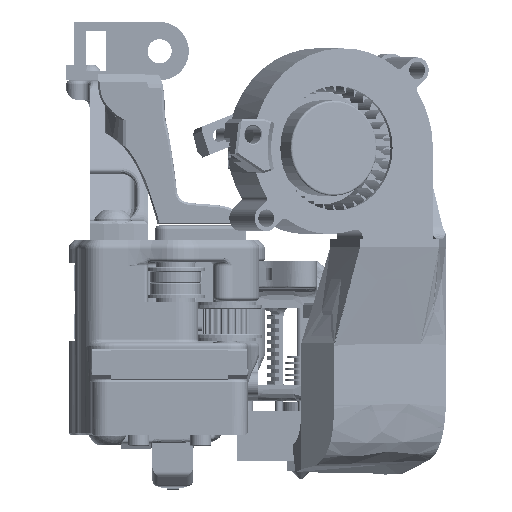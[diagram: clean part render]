
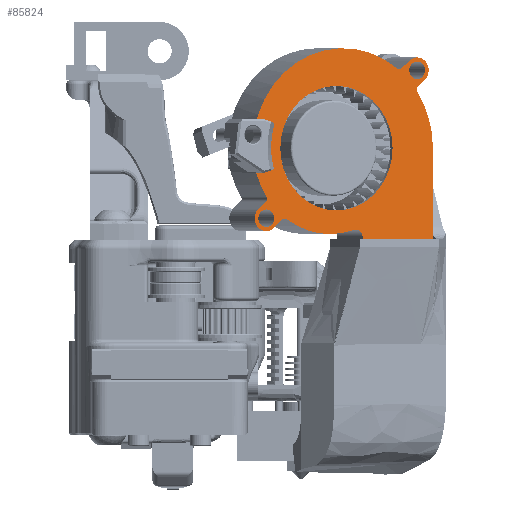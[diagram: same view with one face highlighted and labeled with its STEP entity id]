
A CAD part, left-side view. The second image highlights one B-rep face of the part: STEP entity #85824.
In plain terms, the highlighted face is planar.
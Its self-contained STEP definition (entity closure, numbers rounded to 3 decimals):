
#2975=FACE_BOUND('',#14530,.T.);
#2976=FACE_BOUND('',#14531,.T.);
#2977=FACE_BOUND('',#14532,.T.);
#4986=PLANE('',#94134);
#9384=FACE_OUTER_BOUND('',#14529,.T.);
#14529=EDGE_LOOP('',(#76142,#76143,#76144,#76145,#76146,#76147,#76148,#76149,
#76150,#76151,#76152,#76153,#76154,#76155,#76156,#76157,#76158,#76159));
#14530=EDGE_LOOP('',(#76160));
#14531=EDGE_LOOP('',(#76161));
#14532=EDGE_LOOP('',(#76162));
#18856=CIRCLE('',#94132,16.);
#18858=CIRCLE('',#94135,3.3);
#18859=CIRCLE('',#94136,1.);
#18860=CIRCLE('',#94137,25.65);
#18861=CIRCLE('',#94138,22.068);
#18862=CIRCLE('',#94139,1.);
#18863=CIRCLE('',#94140,3.3);
#18864=CIRCLE('',#94141,1.);
#18865=CIRCLE('',#94142,22.068);
#18866=CIRCLE('',#94143,2.);
#18867=CIRCLE('',#94144,25.65);
#18868=CIRCLE('',#94145,1.);
#18869=CIRCLE('',#94146,2.25);
#18870=CIRCLE('',#94147,2.25);
#26333=LINE('',#179687,#33365);
#26334=LINE('',#179697,#33366);
#26335=LINE('',#179701,#33367);
#26336=LINE('',#179709,#33368);
#26337=LINE('',#179711,#33369);
#26338=LINE('',#179713,#33370);
#26339=LINE('',#179718,#33371);
#33365=VECTOR('',#115770,1000.);
#33366=VECTOR('',#115779,1000.);
#33367=VECTOR('',#115782,1000.);
#33368=VECTOR('',#115789,1000.);
#33369=VECTOR('',#115790,1000.);
#33370=VECTOR('',#115791,1000.);
#33371=VECTOR('',#115796,1000.);
#41344=VERTEX_POINT('',#179677);
#41346=VERTEX_POINT('',#179683);
#41347=VERTEX_POINT('',#179684);
#41348=VERTEX_POINT('',#179686);
#41349=VERTEX_POINT('',#179688);
#41350=VERTEX_POINT('',#179690);
#41351=VERTEX_POINT('',#179692);
#41352=VERTEX_POINT('',#179694);
#41353=VERTEX_POINT('',#179696);
#41354=VERTEX_POINT('',#179698);
#41355=VERTEX_POINT('',#179700);
#41356=VERTEX_POINT('',#179702);
#41357=VERTEX_POINT('',#179704);
#41358=VERTEX_POINT('',#179706);
#41359=VERTEX_POINT('',#179708);
#41360=VERTEX_POINT('',#179710);
#41361=VERTEX_POINT('',#179712);
#41362=VERTEX_POINT('',#179714);
#41363=VERTEX_POINT('',#179716);
#41364=VERTEX_POINT('',#179719);
#41365=VERTEX_POINT('',#179721);
#53164=EDGE_CURVE('',#41344,#41344,#18856,.T.);
#53167=EDGE_CURVE('',#41346,#41347,#18858,.T.);
#53168=EDGE_CURVE('',#41348,#41346,#26333,.T.);
#53169=EDGE_CURVE('',#41349,#41348,#18859,.T.);
#53170=EDGE_CURVE('',#41350,#41349,#18860,.T.);
#53171=EDGE_CURVE('',#41351,#41350,#18861,.T.);
#53172=EDGE_CURVE('',#41352,#41351,#18862,.T.);
#53173=EDGE_CURVE('',#41353,#41352,#26334,.T.);
#53174=EDGE_CURVE('',#41354,#41353,#18863,.T.);
#53175=EDGE_CURVE('',#41355,#41354,#26335,.T.);
#53176=EDGE_CURVE('',#41356,#41355,#18864,.T.);
#53177=EDGE_CURVE('',#41357,#41356,#18865,.T.);
#53178=EDGE_CURVE('',#41358,#41357,#18866,.T.);
#53179=EDGE_CURVE('',#41359,#41358,#26336,.T.);
#53180=EDGE_CURVE('',#41360,#41359,#26337,.T.);
#53181=EDGE_CURVE('',#41361,#41360,#26338,.T.);
#53182=EDGE_CURVE('',#41362,#41361,#18867,.T.);
#53183=EDGE_CURVE('',#41363,#41362,#18868,.T.);
#53184=EDGE_CURVE('',#41347,#41363,#26339,.T.);
#53185=EDGE_CURVE('',#41364,#41364,#18869,.T.);
#53186=EDGE_CURVE('',#41365,#41365,#18870,.T.);
#76142=ORIENTED_EDGE('',*,*,#53167,.F.);
#76143=ORIENTED_EDGE('',*,*,#53168,.F.);
#76144=ORIENTED_EDGE('',*,*,#53169,.F.);
#76145=ORIENTED_EDGE('',*,*,#53170,.F.);
#76146=ORIENTED_EDGE('',*,*,#53171,.F.);
#76147=ORIENTED_EDGE('',*,*,#53172,.F.);
#76148=ORIENTED_EDGE('',*,*,#53173,.F.);
#76149=ORIENTED_EDGE('',*,*,#53174,.F.);
#76150=ORIENTED_EDGE('',*,*,#53175,.F.);
#76151=ORIENTED_EDGE('',*,*,#53176,.F.);
#76152=ORIENTED_EDGE('',*,*,#53177,.F.);
#76153=ORIENTED_EDGE('',*,*,#53178,.F.);
#76154=ORIENTED_EDGE('',*,*,#53179,.F.);
#76155=ORIENTED_EDGE('',*,*,#53180,.F.);
#76156=ORIENTED_EDGE('',*,*,#53181,.F.);
#76157=ORIENTED_EDGE('',*,*,#53182,.F.);
#76158=ORIENTED_EDGE('',*,*,#53183,.F.);
#76159=ORIENTED_EDGE('',*,*,#53184,.F.);
#76160=ORIENTED_EDGE('',*,*,#53164,.T.);
#76161=ORIENTED_EDGE('',*,*,#53185,.T.);
#76162=ORIENTED_EDGE('',*,*,#53186,.T.);
#85824=ADVANCED_FACE('',(#9384,#2975,#2976,#2977),#4986,.T.);
#94132=AXIS2_PLACEMENT_3D('',#179678,#115761,#115762);
#94134=AXIS2_PLACEMENT_3D('',#179682,#115766,#115767);
#94135=AXIS2_PLACEMENT_3D('',#179685,#115768,#115769);
#94136=AXIS2_PLACEMENT_3D('',#179689,#115771,#115772);
#94137=AXIS2_PLACEMENT_3D('',#179691,#115773,#115774);
#94138=AXIS2_PLACEMENT_3D('',#179693,#115775,#115776);
#94139=AXIS2_PLACEMENT_3D('',#179695,#115777,#115778);
#94140=AXIS2_PLACEMENT_3D('',#179699,#115780,#115781);
#94141=AXIS2_PLACEMENT_3D('',#179703,#115783,#115784);
#94142=AXIS2_PLACEMENT_3D('',#179705,#115785,#115786);
#94143=AXIS2_PLACEMENT_3D('',#179707,#115787,#115788);
#94144=AXIS2_PLACEMENT_3D('',#179715,#115792,#115793);
#94145=AXIS2_PLACEMENT_3D('',#179717,#115794,#115795);
#94146=AXIS2_PLACEMENT_3D('',#179720,#115797,#115798);
#94147=AXIS2_PLACEMENT_3D('',#179722,#115799,#115800);
#115761=DIRECTION('center_axis',(0.,-1.,0.));
#115762=DIRECTION('ref_axis',(0.,0.,
-1.));
#115766=DIRECTION('center_axis',(0.,1.,0.));
#115767=DIRECTION('ref_axis',(0.,0.,
1.));
#115768=DIRECTION('center_axis',(0.,-1.,0.));
#115769=DIRECTION('ref_axis',(0.,0.,
1.));
#115770=DIRECTION('',(-0.749,0.,0.662));
#115771=DIRECTION('center_axis',(0.,1.,0.));
#115772=DIRECTION('ref_axis',(0.,0.,
-1.));
#115773=DIRECTION('center_axis',(0.,-1.,0.));
#115774=DIRECTION('ref_axis',(0.,0.,
-1.));
#115775=DIRECTION('center_axis',(0.,-1.,0.));
#115776=DIRECTION('ref_axis',(0.,0.,
1.));
#115777=DIRECTION('center_axis',(0.,1.,0.));
#115778=DIRECTION('ref_axis',(0.,0.,
1.));
#115779=DIRECTION('',(-0.749,0.,0.662));
#115780=DIRECTION('center_axis',(0.,-1.,0.));
#115781=DIRECTION('ref_axis',(0.,0.,
1.));
#115782=DIRECTION('',(0.749,0.,-0.662));
#115783=DIRECTION('center_axis',(0.,1.,0.));
#115784=DIRECTION('ref_axis',(0.,0.,
-1.));
#115785=DIRECTION('center_axis',(0.,-1.,0.));
#115786=DIRECTION('ref_axis',(0.,0.,
1.));
#115787=DIRECTION('center_axis',(0.,1.,0.));
#115788=DIRECTION('ref_axis',(0.,0.,
-1.));
#115789=DIRECTION('',(0.,0.,1.));
#115790=DIRECTION('',(1.,0.,0.));
#115791=DIRECTION('',(0.,0.,-1.));
#115792=DIRECTION('center_axis',(0.,-1.,0.));
#115793=DIRECTION('ref_axis',(0.,0.,
-1.));
#115794=DIRECTION('center_axis',(0.,1.,0.));
#115795=DIRECTION('ref_axis',(0.,0.,
1.));
#115796=DIRECTION('',(0.749,0.,-0.662));
#115797=DIRECTION('center_axis',(0.,-1.,0.));
#115798=DIRECTION('ref_axis',(0.,0.,
-1.));
#115799=DIRECTION('center_axis',(0.,-1.,0.));
#115800=DIRECTION('ref_axis',(0.,0.,
-1.));
#179677=CARTESIAN_POINT('',(0.,15.,16.));
#179678=CARTESIAN_POINT('Origin',(0.,15.,0.));
#179682=CARTESIAN_POINT('Origin',(-23.,15.,20.));
#179683=CARTESIAN_POINT('',(-20.815,15.,22.473));
#179684=CARTESIAN_POINT('',(-25.185,15.,17.527));
#179685=CARTESIAN_POINT('Origin',(-23.,15.,20.));
#179686=CARTESIAN_POINT('',(-18.599,15.,20.515));
#179687=CARTESIAN_POINT('',(-20.815,15.,22.473));
#179688=CARTESIAN_POINT('',(-17.333,15.,20.467));
#179689=CARTESIAN_POINT('Origin',(-17.937,15.,21.264));
#179690=CARTESIAN_POINT('',(23.8,15.,0.));
#179691=CARTESIAN_POINT('Origin',(-1.85,15.,0.017));
#179692=CARTESIAN_POINT('',(19.979,15.,-12.411));
#179693=CARTESIAN_POINT('Origin',(1.732,15.,0.));
#179694=CARTESIAN_POINT('',(20.144,15.,-13.723));
#179695=CARTESIAN_POINT('Origin',(20.806,15.,-12.974));
#179696=CARTESIAN_POINT('',(22.185,15.,-15.527));
#179697=CARTESIAN_POINT('',(22.185,15.,-15.527));
#179698=CARTESIAN_POINT('',(17.815,15.,-20.473));
#179699=CARTESIAN_POINT('Origin',(20.,15.,-18.));
#179700=CARTESIAN_POINT('',(15.377,15.,-18.318));
#179701=CARTESIAN_POINT('',(17.815,15.,-20.473));
#179702=CARTESIAN_POINT('',(14.152,15.,-18.241));
#179703=CARTESIAN_POINT('Origin',(14.715,15.,-19.068));
#179704=CARTESIAN_POINT('',(-4.899,15.,-21.048));
#179705=CARTESIAN_POINT('Origin',(1.732,15.,0.));
#179706=CARTESIAN_POINT('',(-7.5,15.,-22.956));
#179707=CARTESIAN_POINT('Origin',(-5.5,15.,-22.956));
#179708=CARTESIAN_POINT('',(-7.5,15.,-25.4));
#179709=CARTESIAN_POINT('',(-7.5,15.,-25.4));
#179710=CARTESIAN_POINT('',(-27.5,15.,-25.4));
#179711=CARTESIAN_POINT('',(-27.5,15.,-25.4));
#179712=CARTESIAN_POINT('',(-27.5,15.,0.));
#179713=CARTESIAN_POINT('',(-27.5,15.,-25.4));
#179714=CARTESIAN_POINT('',(-23.043,15.,14.466));
#179715=CARTESIAN_POINT('Origin',(-1.85,15.,0.017));
#179716=CARTESIAN_POINT('',(-23.207,15.,15.779));
#179717=CARTESIAN_POINT('Origin',(-23.869,15.,15.03));
#179718=CARTESIAN_POINT('',(-25.185,15.,17.527));
#179719=CARTESIAN_POINT('',(20.,15.,-20.25));
#179720=CARTESIAN_POINT('Origin',(20.,15.,-18.));
#179721=CARTESIAN_POINT('',(-23.,15.,17.75));
#179722=CARTESIAN_POINT('Origin',(-23.,15.,20.));
